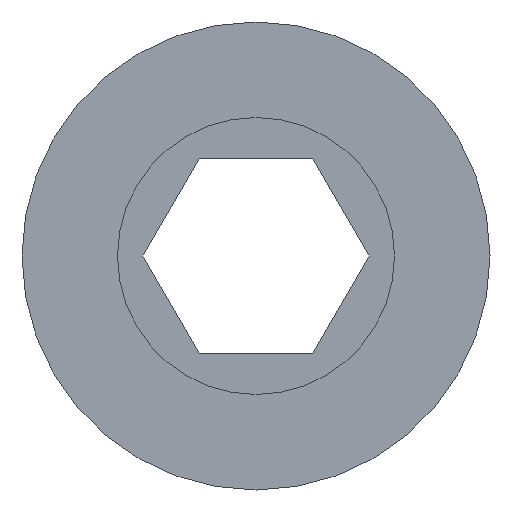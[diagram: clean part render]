
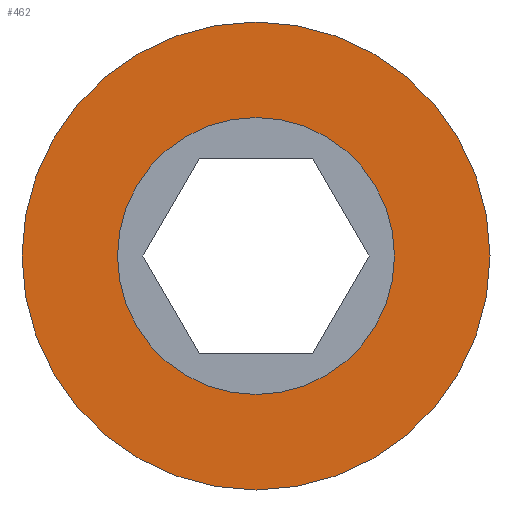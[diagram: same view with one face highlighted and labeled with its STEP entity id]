
A CAD part, front view. The second image highlights one B-rep face of the part: STEP entity #462.
In plain terms, the highlighted planar face has unit normal (0, -1, 0).
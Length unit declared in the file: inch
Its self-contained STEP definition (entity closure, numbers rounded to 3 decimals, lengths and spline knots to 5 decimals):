
#6 = VERTEX_POINT ( 'NONE', #93 ) ;
#8 = VERTEX_POINT ( 'NONE', #267 ) ;
#13 = DIRECTION ( 'NONE',  ( 0., 0., 1. ) ) ;
#20 = ORIENTED_EDGE ( 'NONE', *, *, #178, .F. ) ;
#29 = AXIS2_PLACEMENT_3D ( 'NONE', #387, #200, #106 ) ;
#45 = DIRECTION ( 'NONE',  ( 0., 0., 1. ) ) ;
#51 = CIRCLE ( 'NONE', #334, 0.355 ) ;
#74 = CIRCLE ( 'NONE', #404, 0.355 ) ;
#87 = CIRCLE ( 'NONE', #416, 0.6 ) ;
#93 = CARTESIAN_POINT ( 'NONE',  ( 0., 0., 0.6 ) ) ;
#106 = DIRECTION ( 'NONE',  ( 0., 0., 1. ) ) ;
#120 = CARTESIAN_POINT ( 'NONE',  ( 0., 0., 0. ) ) ;
#146 = CIRCLE ( 'NONE', #29, 0.6 ) ;
#156 = DIRECTION ( 'NONE',  ( 0., 1., 0. ) ) ;
#158 = ORIENTED_EDGE ( 'NONE', *, *, #478, .F. ) ;
#178 = EDGE_CURVE ( 'NONE', #8, #6, #146, .T. ) ;
#180 = DIRECTION ( 'NONE',  ( 0., -1., 0. ) ) ;
#196 = VERTEX_POINT ( 'NONE', #473 ) ;
#200 = DIRECTION ( 'NONE',  ( 0., 1., 0. ) ) ;
#215 = EDGE_LOOP ( 'NONE', ( #279, #233 ) ) ;
#229 = DIRECTION ( 'NONE',  ( 0., -1., 0. ) ) ;
#233 = ORIENTED_EDGE ( 'NONE', *, *, #501, .F. ) ;
#245 = VERTEX_POINT ( 'NONE', #253 ) ;
#253 = CARTESIAN_POINT ( 'NONE',  ( 0., 0., -0.355 ) ) ;
#259 = CARTESIAN_POINT ( 'NONE',  ( 0., 0., 0. ) ) ;
#265 = PLANE ( 'NONE',  #494 ) ;
#267 = CARTESIAN_POINT ( 'NONE',  ( 0., 0., -0.6 ) ) ;
#279 = ORIENTED_EDGE ( 'NONE', *, *, #484, .F. ) ;
#334 = AXIS2_PLACEMENT_3D ( 'NONE', #361, #180, #385 ) ;
#338 = FACE_BOUND ( 'NONE', #215, .T. ) ;
#361 = CARTESIAN_POINT ( 'NONE',  ( 0., 0., 0. ) ) ;
#375 = DIRECTION ( 'NONE',  ( 0., 1., 0. ) ) ;
#385 = DIRECTION ( 'NONE',  ( 0., 0., 1. ) ) ;
#387 = CARTESIAN_POINT ( 'NONE',  ( 0., 0., 0. ) ) ;
#404 = AXIS2_PLACEMENT_3D ( 'NONE', #120, #229, #45 ) ;
#416 = AXIS2_PLACEMENT_3D ( 'NONE', #259, #156, #13 ) ;
#458 = FACE_OUTER_BOUND ( 'NONE', #512, .T. ) ;
#462 = ADVANCED_FACE ( 'NONE', ( #458, #338 ), #265, .F. ) ;
#473 = CARTESIAN_POINT ( 'NONE',  ( 0., 0., 0.355 ) ) ;
#478 = EDGE_CURVE ( 'NONE', #6, #8, #87, .T. ) ;
#484 = EDGE_CURVE ( 'NONE', #196, #245, #74, .T. ) ;
#494 = AXIS2_PLACEMENT_3D ( 'NONE', #539, #375, #499 ) ;
#499 = DIRECTION ( 'NONE',  ( 0., 0., 1. ) ) ;
#501 = EDGE_CURVE ( 'NONE', #245, #196, #51, .T. ) ;
#512 = EDGE_LOOP ( 'NONE', ( #20, #158 ) ) ;
#539 = CARTESIAN_POINT ( 'NONE',  ( 0., 0., 0. ) ) ;
